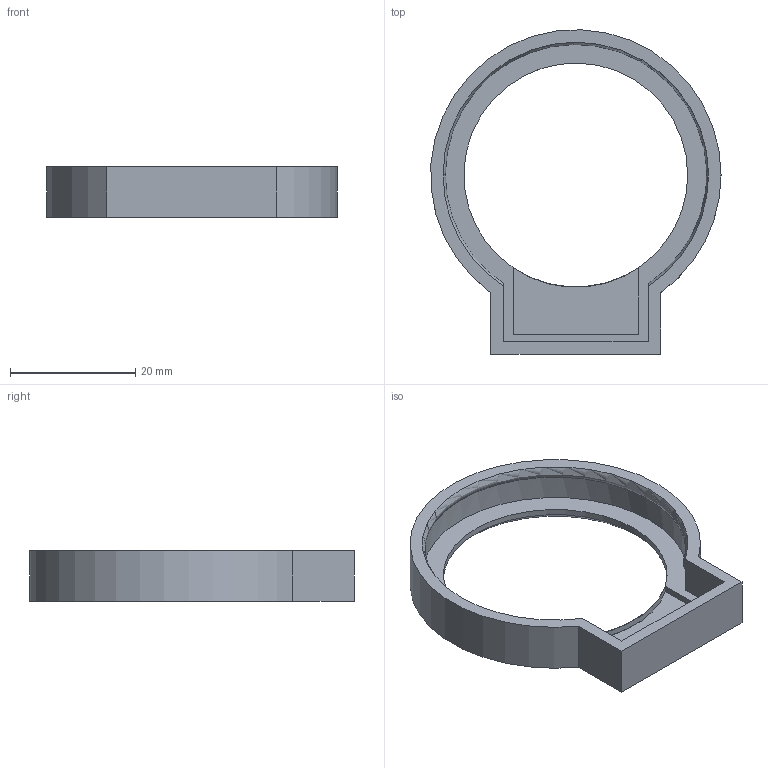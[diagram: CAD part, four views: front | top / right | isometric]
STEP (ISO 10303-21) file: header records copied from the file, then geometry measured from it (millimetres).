
FILE_DESCRIPTION(('FreeCAD Model'),'2;1');
FILE_NAME('Open CASCADE Shape Model','2025-01-08T18:11:03',('Author'),( ''),'Open CASCADE STEP processor 7.8','FreeCAD','Unknown');
FILE_SCHEMA(('AUTOMOTIVE_DESIGN { 1 0 10303 214 1 1 1 1 }'));
Length unit declared in the file: millimetre
Products named in the file (1): BodyLid
Bounding box: 46.28 x 51.74 x 8 mm (x, y, z)
Volume: 3444.4 mm3; surface area: 4183.7 mm2
Topology: 1 solids, 1 shells, 21 faces, 55 edges, 35 vertices
Faces by surface type: plane 14, cylinder 4, torus 2, cone 1
Full cylindrical faces by diameter (mm): 35.7 x1
Entity records: 725 total; most frequent: CARTESIAN_POINT 163, DIRECTION 117, ORIENTED_EDGE 110, EDGE_CURVE 55, AXIS2_PLACEMENT_3D 43, VERTEX_POINT 35, LINE 31, VECTOR 31
